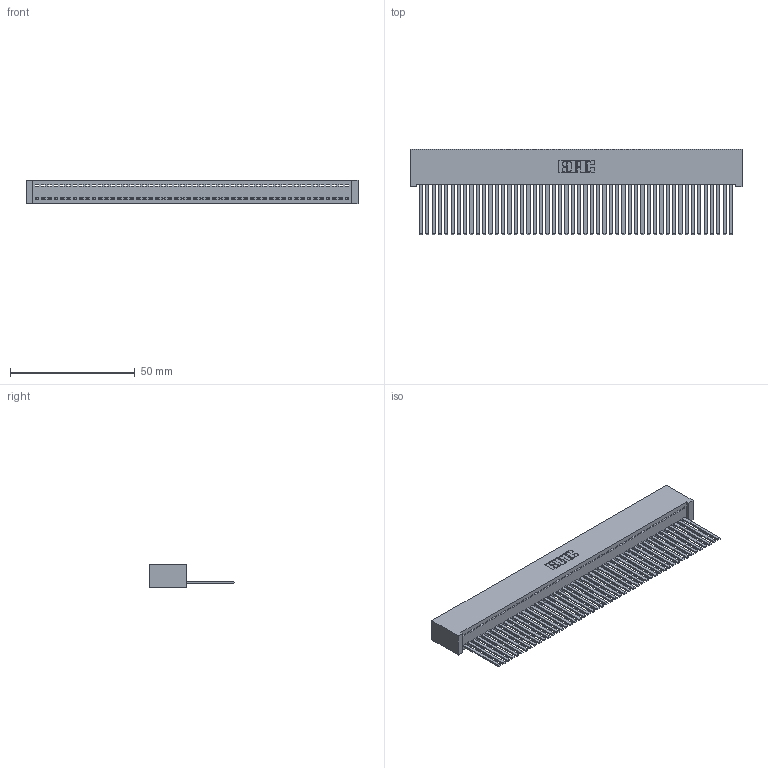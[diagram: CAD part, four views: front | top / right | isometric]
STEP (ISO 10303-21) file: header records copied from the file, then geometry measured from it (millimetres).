
FILE_DESCRIPTION (( 'STEP AP203' ), '1' );
FILE_NAME ('392-050-544-101.STEP', '2018-08-17T02:19:19', ( '' ), ( '' ), 'SwSTEP 2.0', 'SolidWorks 2016', '' );
FILE_SCHEMA (( 'CONFIG_CONTROL_DESIGN' ));
Length unit declared in the file: inch
Products named in the file (3): 342 Part_Lugless; 345-292-001_345-293-144; 392-050-544-101
Assembly tree (51 placements, depth 2):
  392-050-544-101
    342 Part_Lugless
    345-292-001_345-293-144  x50
Bounding box: 133.25 x 34.3 x 9.4 mm (x, y, z)
Volume: 12700.7 mm3; surface area: 20771.2 mm2
Topology: 51 solids, 51 shells, 2702 faces, 8175 edges, 5382 vertices
Faces by surface type: plane 1962, cylinder 740
Entity records: 28939 total; most frequent: CARTESIAN_POINT 4996, ORIENTED_EDGE 4982, DIRECTION 4187, EDGE_CURVE 2491, LINE 2375, VECTOR 2375, VERTEX_POINT 1658, AXIS2_PLACEMENT_3D 906
